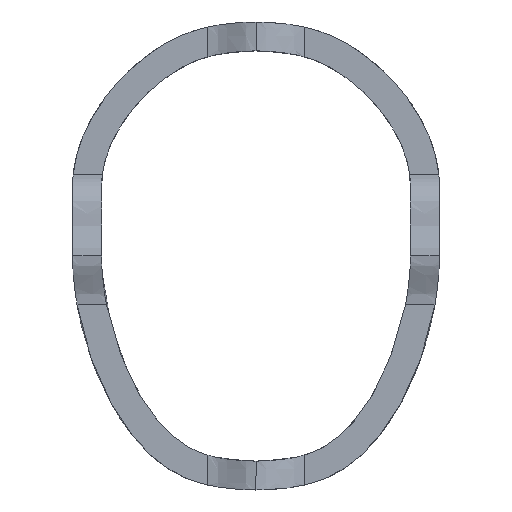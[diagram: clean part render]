
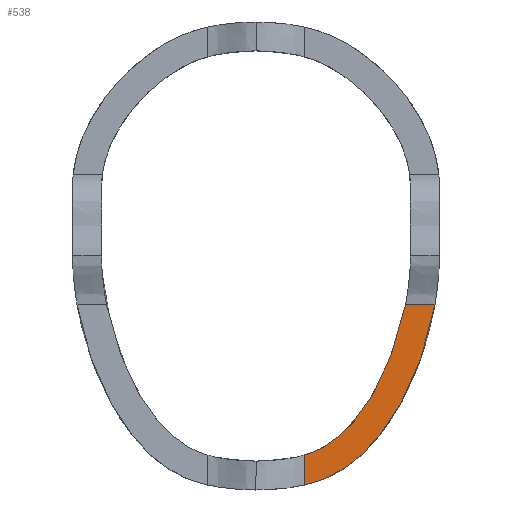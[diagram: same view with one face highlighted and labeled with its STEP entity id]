
A CAD part, top view. The second image highlights one B-rep face of the part: STEP entity #538.
In plain terms, the highlighted planar face has unit normal (0, 0, 1).
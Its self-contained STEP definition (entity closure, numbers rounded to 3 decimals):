
#260=CARTESIAN_POINT('Line Origine',(5.,0.,1.)) ;
#264=CARTESIAN_POINT('Vertex',(5.,-23.729,1.)) ;
#266=CARTESIAN_POINT('Vertex',(5.,-20.641,1.)) ;
#493=CARTESIAN_POINT('Axis2P3D Location',(0.,8.4,1.)) ;
#499=CARTESIAN_POINT('Control Point',(18.551,-5.,1.)) ;
#500=CARTESIAN_POINT('Control Point',(18.05,-7.892,1.)) ;
#501=CARTESIAN_POINT('Control Point',(17.214,-10.798,1.)) ;
#502=CARTESIAN_POINT('Control Point',(16.083,-13.646,1.)) ;
#503=CARTESIAN_POINT('Control Point',(13.848,-17.767,1.)) ;
#504=CARTESIAN_POINT('Control Point',(10.732,-20.949,1.)) ;
#505=CARTESIAN_POINT('Control Point',(9.515,-21.92,1.)) ;
#506=CARTESIAN_POINT('Control Point',(7.863,-22.864,1.)) ;
#507=CARTESIAN_POINT('Control Point',(6.071,-23.461,1.)) ;
#508=CARTESIAN_POINT('Control Point',(5.718,-23.564,1.)) ;
#509=CARTESIAN_POINT('Control Point',(5.361,-23.653,1.)) ;
#510=CARTESIAN_POINT('Control Point',(5.,-23.729,1.)) ;
#511=CARTESIAN_POINT('Vertex',(18.551,-5.,1.)) ;
#514=CARTESIAN_POINT('Line Origine',(17.027,-5.,1.)) ;
#518=CARTESIAN_POINT('Vertex',(15.502,-5.,1.)) ;
#522=CARTESIAN_POINT('Control Point',(15.502,-5.,1.)) ;
#523=CARTESIAN_POINT('Control Point',(14.955,-7.861,1.)) ;
#524=CARTESIAN_POINT('Control Point',(14.056,-10.718,1.)) ;
#525=CARTESIAN_POINT('Control Point',(12.843,-13.523,1.)) ;
#526=CARTESIAN_POINT('Control Point',(10.658,-17.059,1.)) ;
#527=CARTESIAN_POINT('Control Point',(7.762,-19.411,1.)) ;
#528=CARTESIAN_POINT('Control Point',(6.894,-19.955,1.)) ;
#529=CARTESIAN_POINT('Control Point',(5.973,-20.364,1.)) ;
#530=CARTESIAN_POINT('Control Point',(5.,-20.641,1.)) ;
#261=DIRECTION('Vector Direction',(0.,1.,0.)) ;
#494=DIRECTION('Axis2P3D Direction',(0.,0.,-1.)) ;
#495=DIRECTION('Axis2P3D XDirection',(0.,1.,0.)) ;
#515=DIRECTION('Vector Direction',(1.,0.,0.)) ;
#496=AXIS2_PLACEMENT_3D('Plane Axis2P3D',#493,#494,#495) ;
#533=ORIENTED_EDGE('',*,*,#268,.F.) ;
#534=ORIENTED_EDGE('',*,*,#513,.F.) ;
#535=ORIENTED_EDGE('',*,*,#520,.F.) ;
#536=ORIENTED_EDGE('',*,*,#531,.T.) ;
#262=VECTOR('Line Direction',#261,1.) ;
#516=VECTOR('Line Direction',#515,1.) ;
#538=ADVANCED_FACE('',(#537),#497,.F.) ;
#498=B_SPLINE_CURVE_WITH_KNOTS('',5,(#499,#500,#501,#502,#503,#504,#505,#506,#507,#508,#509,#510),.UNSPECIFIED.,.F.,.U.,(6,3,3,6),(0.,19.917,30.765,33.374),.UNSPECIFIED.) ;
#521=B_SPLINE_CURVE_WITH_KNOTS('',5,(#522,#523,#524,#525,#526,#527,#528,#529,#530),.UNSPECIFIED.,.F.,.U.,(6,3,6),(0.,25.217,35.094),.UNSPECIFIED.) ;
#268=EDGE_CURVE('',#265,#267,#263,.T.) ;
#513=EDGE_CURVE('',#512,#265,#498,.T.) ;
#520=EDGE_CURVE('',#519,#512,#517,.T.) ;
#531=EDGE_CURVE('',#519,#267,#521,.T.) ;
#532=EDGE_LOOP('',(#533,#534,#535,#536)) ;
#537=FACE_OUTER_BOUND('',#532,.T.) ;
#263=LINE('Line',#260,#262) ;
#517=LINE('Line',#514,#516) ;
#497=PLANE('Plane',#496) ;
#265=VERTEX_POINT('',#264) ;
#267=VERTEX_POINT('',#266) ;
#512=VERTEX_POINT('',#511) ;
#519=VERTEX_POINT('',#518) ;
